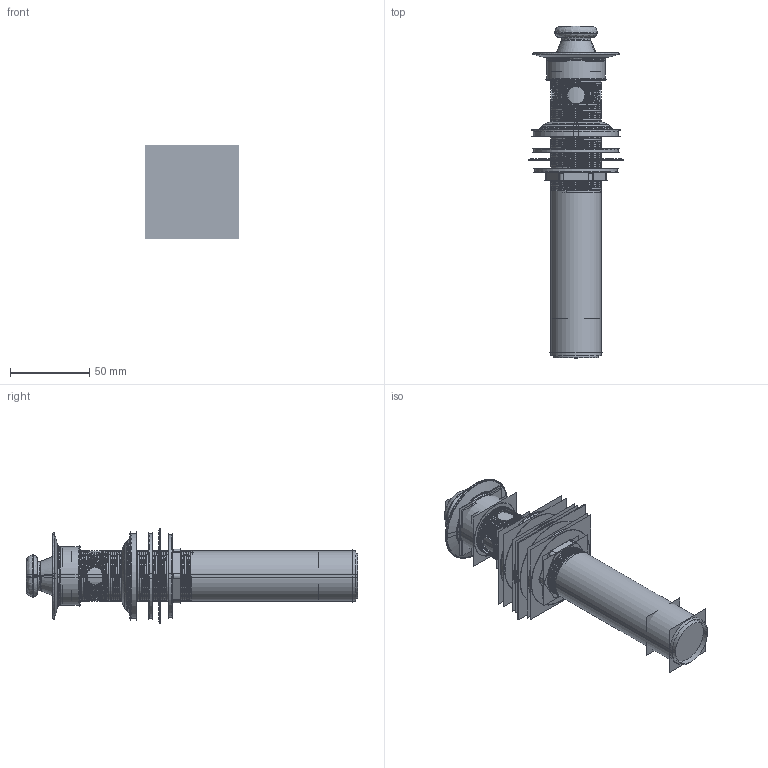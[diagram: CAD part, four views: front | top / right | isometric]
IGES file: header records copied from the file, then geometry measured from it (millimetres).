
Start section:  PTC IGES file: 3202.igs
Global section: file name: 3202.igs; native system: Creo Parametric by PTC Inc.; preprocessor: 2018500; author: NSantos; organization: Unknown; date: 20210609.162139; units: inch
Bounding box: 59.44 x 209.83 x 59.51 mm (x, y, z)
Surface area: 2099676.9 mm2 (no closed solid volume)
Topology: 0 solids, 0 shells, 1245 faces, 20795 edges, 27627 vertices
Faces by surface type: revolution 818, bspline 427
